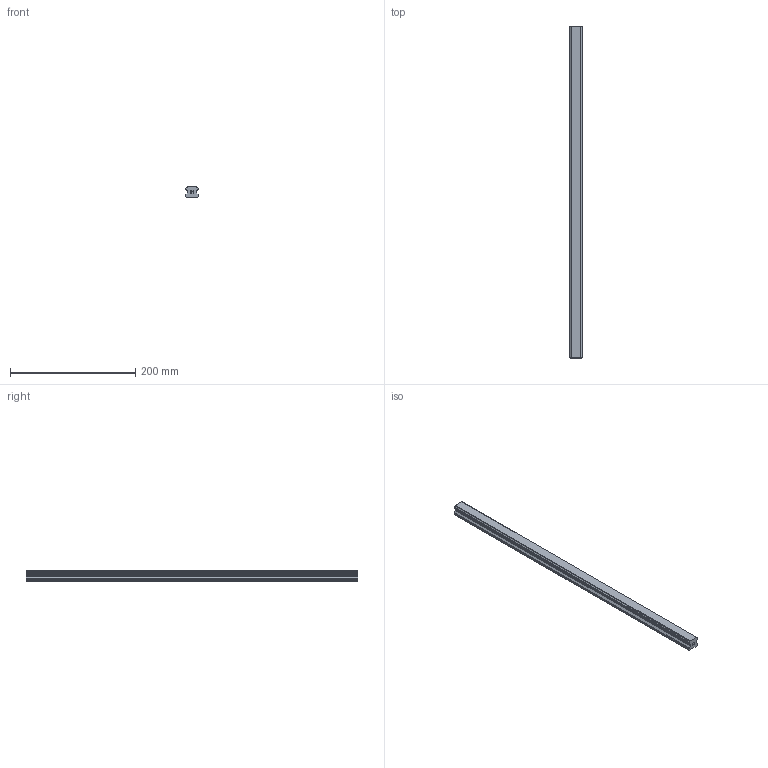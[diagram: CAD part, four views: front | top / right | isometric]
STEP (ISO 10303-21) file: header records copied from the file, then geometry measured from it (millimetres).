
FILE_DESCRIPTION(('STEP AP214'),'1');
FILE_NAME('cctmp_05174ABA-F30E-4C39-85B9-92F7101B6BAC_2021_01_22_12_19_18_0274..stp','2021-01-22T11:19:18',('HIWIN GmbH'),('CADClick - www.CADClick.com'),'Spatial InterOp 3D',' ','unknown authorization');
FILE_SCHEMA(('AUTOMOTIVE_DESIGN'));
Length unit declared in the file: millimetre
Products named in the file (1): HGR20T530C_FILE
Bounding box: 20 x 530 x 17.5 mm (x, y, z)
Volume: 156498.9 mm3; surface area: 42762.5 mm2
Topology: 1 solids, 1 shells, 143 faces, 393 edges, 247 vertices
Faces by surface type: plane 85, cylinder 40, cone 18
Entity records: 5545 total; most frequent: CARTESIAN_POINT 766, ORIENTED_EDGE 750, DIRECTION 743, EDGE_CURVE 375, LINE 295, VECTOR 295, VERTEX_POINT 247, AXIS2_PLACEMENT_3D 224
